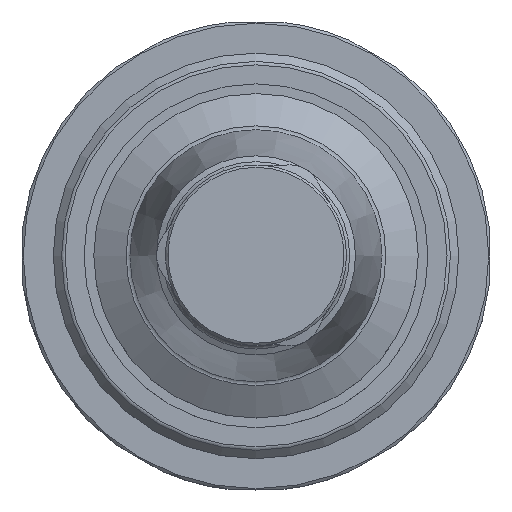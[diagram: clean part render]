
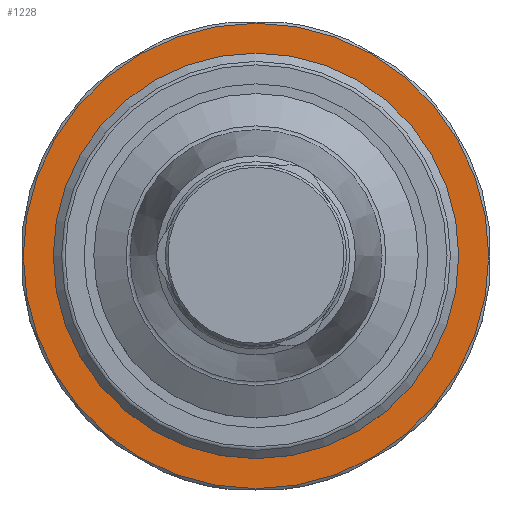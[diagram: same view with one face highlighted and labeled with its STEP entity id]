
A CAD part, top view. The second image highlights one B-rep face of the part: STEP entity #1228.
In plain terms, the highlighted planar face has unit normal (0, 0, 1).
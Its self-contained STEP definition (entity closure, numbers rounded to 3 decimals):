
#188=PLANE('',#1369);
#385=ORIENTED_EDGE('',*,*,#618,.T.);
#386=ORIENTED_EDGE('',*,*,#658,.F.);
#618=EDGE_CURVE('',#773,#773,#876,.T.);
#658=EDGE_CURVE('',#803,#803,#888,.T.);
#773=VERTEX_POINT('',#1972);
#803=VERTEX_POINT('',#2098);
#876=CIRCLE('',#1344,24.65);
#888=CIRCLE('',#1370,28.7);
#982=EDGE_LOOP('',(#385));
#983=EDGE_LOOP('',(#386));
#1104=FACE_BOUND('',#982,.T.);
#1105=FACE_BOUND('',#983,.T.);
#1228=ADVANCED_FACE('',(#1104,#1105),#188,.F.);
#1344=AXIS2_PLACEMENT_3D('',#1971,#1583,#1584);
#1369=AXIS2_PLACEMENT_3D('',#2096,#1647,#1648);
#1370=AXIS2_PLACEMENT_3D('',#2097,#1649,#1650);
#1583=DIRECTION('',(0.,0.,-1.));
#1584=DIRECTION('',(-1.,0.,0.));
#1647=DIRECTION('',(0.,0.,-1.));
#1648=DIRECTION('',(-1.,0.,0.));
#1649=DIRECTION('',(0.,0.,-1.));
#1650=DIRECTION('',(-1.,0.,0.));
#1971=CARTESIAN_POINT('',(0.,0.,-1.));
#1972=CARTESIAN_POINT('',(-24.65,0.,-1.));
#2096=CARTESIAN_POINT('',(-24.65,0.,-1.));
#2097=CARTESIAN_POINT('',(0.,0.,-1.));
#2098=CARTESIAN_POINT('',(-28.7,0.,-1.));
